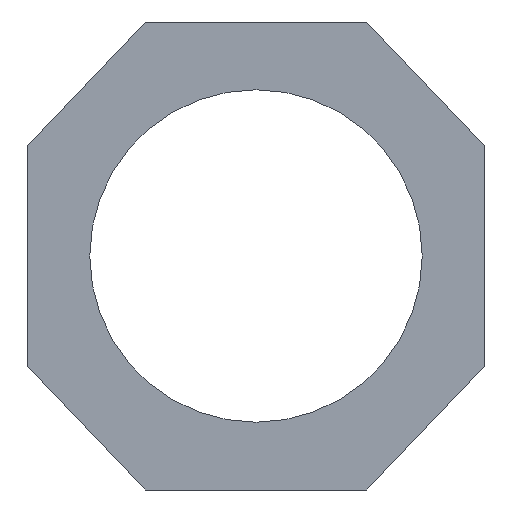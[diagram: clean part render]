
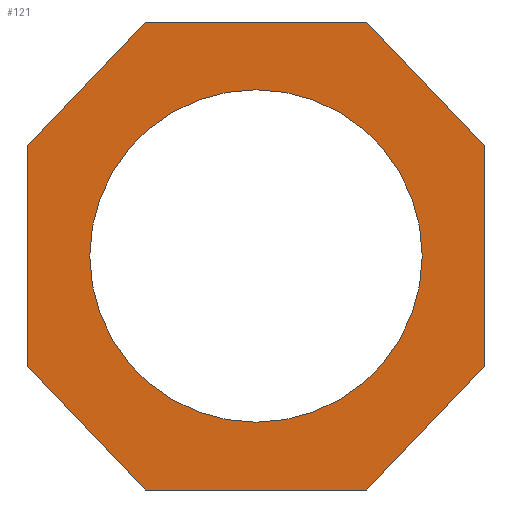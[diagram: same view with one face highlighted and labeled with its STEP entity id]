
A CAD part, front view. The second image highlights one B-rep face of the part: STEP entity #121.
In plain terms, the highlighted planar face has unit normal (0, -1, 0).
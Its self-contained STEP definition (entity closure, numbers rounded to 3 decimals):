
#19 = CARTESIAN_POINT ( 'NONE',  ( 0., 0., -476.25 ) ) ;
#21 = EDGE_CURVE ( 'NONE', #437, #192, #307, .T. ) ;
#27 = VERTEX_POINT ( 'NONE', #19 ) ;
#29 = VERTEX_POINT ( 'NONE', #269 ) ;
#36 = CIRCLE ( 'NONE', #101, 476.25 ) ;
#43 = CARTESIAN_POINT ( 'NONE',  ( -654.16, 0., 317.5 ) ) ;
#45 = EDGE_CURVE ( 'NONE', #192, #237, #175, .T. ) ;
#56 = EDGE_LOOP ( 'NONE', ( #271, #301, #265, #59, #408, #202, #235, #99 ) ) ;
#59 = ORIENTED_EDGE ( 'NONE', *, *, #21, .F. ) ;
#68 = VECTOR ( 'NONE', #77, 1000. ) ;
#72 = EDGE_CURVE ( 'NONE', #341, #345, #281, .T. ) ;
#76 = CARTESIAN_POINT ( 'NONE',  ( -317.5, 0., -670.519 ) ) ;
#77 = DIRECTION ( 'NONE',  ( -0.69, 0., 0.724 ) ) ;
#99 = ORIENTED_EDGE ( 'NONE', *, *, #72, .F. ) ;
#101 = AXIS2_PLACEMENT_3D ( 'NONE', #116, #258, #366 ) ;
#116 = CARTESIAN_POINT ( 'NONE',  ( 0., 0., 0. ) ) ;
#118 = DIRECTION ( 'NONE',  ( 1., 0., 0. ) ) ;
#121 = ADVANCED_FACE ( 'NONE', ( #174, #316 ), #414, .T. ) ;
#140 = AXIS2_PLACEMENT_3D ( 'NONE', #296, #159, #422 ) ;
#141 = DIRECTION ( 'NONE',  ( 0., 0., -1. ) ) ;
#147 = DIRECTION ( 'NONE',  ( 0., 0., -1. ) ) ;
#159 = DIRECTION ( 'NONE',  ( 0., 1., 0. ) ) ;
#169 = VERTEX_POINT ( 'NONE', #417 ) ;
#172 = VECTOR ( 'NONE', #325, 1000. ) ;
#174 = FACE_BOUND ( 'NONE', #297, .T. ) ;
#175 = LINE ( 'NONE', #76, #410 ) ;
#176 = VECTOR ( 'NONE', #147, 1000. ) ;
#178 = DIRECTION ( 'NONE',  ( 0., -1., 0. ) ) ;
#179 = CARTESIAN_POINT ( 'NONE',  ( 317.5, 0., -670.519 ) ) ;
#180 = DIRECTION ( 'NONE',  ( 0.69, 0., 0.724 ) ) ;
#183 = CARTESIAN_POINT ( 'NONE',  ( 317.5, 0., 670.519 ) ) ;
#184 = CARTESIAN_POINT ( 'NONE',  ( -654.16, 0., -317.5 ) ) ;
#185 = CARTESIAN_POINT ( 'NONE',  ( 654.16, 0., -317.5 ) ) ;
#192 = VERTEX_POINT ( 'NONE', #179 ) ;
#195 = ORIENTED_EDGE ( 'NONE', *, *, #279, .T. ) ;
#200 = VECTOR ( 'NONE', #118, 1000. ) ;
#202 = ORIENTED_EDGE ( 'NONE', *, *, #368, .F. ) ;
#203 = ORIENTED_EDGE ( 'NONE', *, *, #260, .T. ) ;
#217 = VECTOR ( 'NONE', #228, 1000. ) ;
#220 = LINE ( 'NONE', #389, #172 ) ;
#221 = CARTESIAN_POINT ( 'NONE',  ( 317.5, 0., 670.519 ) ) ;
#228 = DIRECTION ( 'NONE',  ( -0.69, 0., -0.724 ) ) ;
#235 = ORIENTED_EDGE ( 'NONE', *, *, #239, .F. ) ;
#236 = EDGE_CURVE ( 'NONE', #237, #436, #255, .T. ) ;
#237 = VERTEX_POINT ( 'NONE', #425 ) ;
#239 = EDGE_CURVE ( 'NONE', #345, #346, #290, .T. ) ;
#245 = CARTESIAN_POINT ( 'NONE',  ( -654.16, 0., 317.5 ) ) ;
#247 = VECTOR ( 'NONE', #180, 1000. ) ;
#250 = DIRECTION ( 'NONE',  ( -1., 0., 0. ) ) ;
#255 = LINE ( 'NONE', #184, #68 ) ;
#258 = DIRECTION ( 'NONE',  ( 0., 1., 0. ) ) ;
#260 = EDGE_CURVE ( 'NONE', #29, #27, #413, .T. ) ;
#264 = DIRECTION ( 'NONE',  ( 0., 0., 1. ) ) ;
#265 = ORIENTED_EDGE ( 'NONE', *, *, #45, .F. ) ;
#269 = CARTESIAN_POINT ( 'NONE',  ( 0., 0., 476.25 ) ) ;
#271 = ORIENTED_EDGE ( 'NONE', *, *, #302, .F. ) ;
#279 = EDGE_CURVE ( 'NONE', #27, #29, #36, .T. ) ;
#281 = LINE ( 'NONE', #245, #247 ) ;
#284 = CARTESIAN_POINT ( 'NONE',  ( 0., 0., 0. ) ) ;
#290 = LINE ( 'NONE', #221, #200 ) ;
#291 = CARTESIAN_POINT ( 'NONE',  ( 654.16, 0., -317.5 ) ) ;
#294 = LINE ( 'NONE', #291, #176 ) ;
#296 = CARTESIAN_POINT ( 'NONE',  ( 0., 0., 0. ) ) ;
#297 = EDGE_LOOP ( 'NONE', ( #203, #195 ) ) ;
#301 = ORIENTED_EDGE ( 'NONE', *, *, #236, .F. ) ;
#302 = EDGE_CURVE ( 'NONE', #436, #341, #429, .T. ) ;
#305 = VECTOR ( 'NONE', #264, 1000. ) ;
#307 = LINE ( 'NONE', #432, #217 ) ;
#316 = FACE_OUTER_BOUND ( 'NONE', #56, .T. ) ;
#320 = AXIS2_PLACEMENT_3D ( 'NONE', #284, #178, #141 ) ;
#325 = DIRECTION ( 'NONE',  ( 0.69, 0., -0.724 ) ) ;
#341 = VERTEX_POINT ( 'NONE', #392 ) ;
#345 = VERTEX_POINT ( 'NONE', #355 ) ;
#346 = VERTEX_POINT ( 'NONE', #183 ) ;
#355 = CARTESIAN_POINT ( 'NONE',  ( -317.5, 0., 670.519 ) ) ;
#360 = CARTESIAN_POINT ( 'NONE',  ( -654.16, 0., -317.5 ) ) ;
#366 = DIRECTION ( 'NONE',  ( 0., 0., 1. ) ) ;
#368 = EDGE_CURVE ( 'NONE', #346, #169, #220, .T. ) ;
#389 = CARTESIAN_POINT ( 'NONE',  ( 317.5, 0., 670.519 ) ) ;
#392 = CARTESIAN_POINT ( 'NONE',  ( -654.16, 0., 317.5 ) ) ;
#408 = ORIENTED_EDGE ( 'NONE', *, *, #412, .F. ) ;
#410 = VECTOR ( 'NONE', #250, 1000. ) ;
#412 = EDGE_CURVE ( 'NONE', #169, #437, #294, .T. ) ;
#413 = CIRCLE ( 'NONE', #140, 476.25 ) ;
#414 = PLANE ( 'NONE',  #320 ) ;
#417 = CARTESIAN_POINT ( 'NONE',  ( 654.16, 0., 317.5 ) ) ;
#422 = DIRECTION ( 'NONE',  ( 0., 0., 1. ) ) ;
#425 = CARTESIAN_POINT ( 'NONE',  ( -317.5, 0., -670.519 ) ) ;
#429 = LINE ( 'NONE', #43, #305 ) ;
#432 = CARTESIAN_POINT ( 'NONE',  ( 317.5, 0., -670.519 ) ) ;
#436 = VERTEX_POINT ( 'NONE', #360 ) ;
#437 = VERTEX_POINT ( 'NONE', #185 ) ;
